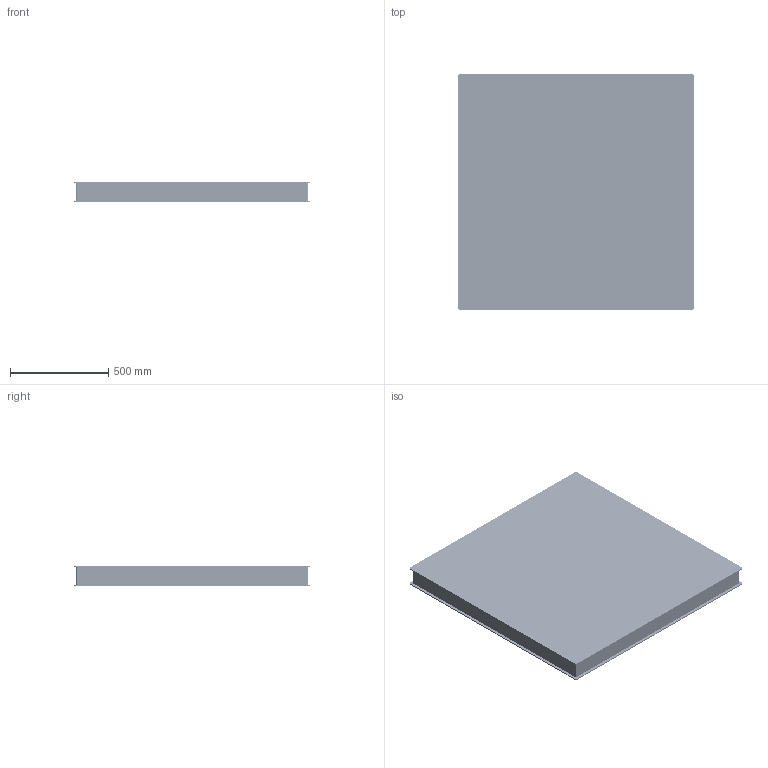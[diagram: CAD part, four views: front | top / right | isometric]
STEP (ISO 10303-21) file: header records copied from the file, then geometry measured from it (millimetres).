
FILE_DESCRIPTION (( 'STEP AP203' ), '1' );
FILE_NAME ('516064.STEP', '2024-06-19T02:43:54', ( '' ), ( '' ), 'SwSTEP 2.0', 'SolidWorks 2020', '' );
FILE_SCHEMA (( 'CONFIG_CONTROL_DESIGN' ));
Length unit declared in the file: millimetre
Products named in the file (1): 516064
Bounding box: 1200 x 1200 x 100 mm (x, y, z)
Volume: 138242164.2 mm3; surface area: 3703487.2 mm2
Topology: 1 solids, 1 shells, 6408 faces, 12864 edges, 8576 vertices
Faces by surface type: cylinder 4248, plane 2160
Entity records: 171281 total; most frequent: DIRECTION 34178, CARTESIAN_POINT 27849, ORIENTED_EDGE 25728, AXIS2_PLACEMENT_3D 14905, EDGE_CURVE 12864, VERTEX_POINT 8576, EDGE_LOOP 8526, CIRCLE 8496
